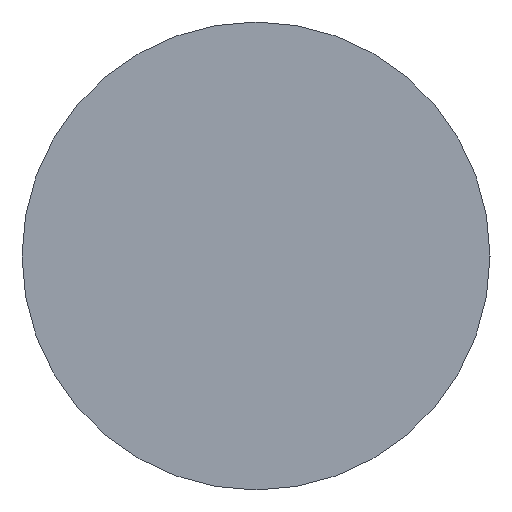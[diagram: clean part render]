
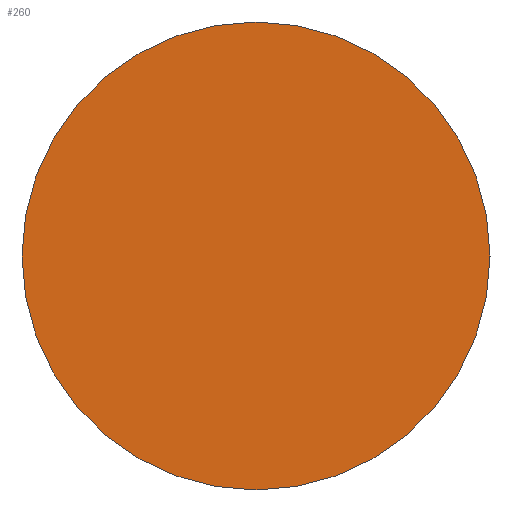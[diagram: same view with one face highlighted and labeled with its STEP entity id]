
A CAD part, left-side view. The second image highlights one B-rep face of the part: STEP entity #260.
In plain terms, the highlighted planar face has unit normal (-1, 0, 0).
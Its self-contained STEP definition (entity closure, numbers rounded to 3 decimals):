
#3 = EDGE_CURVE ( 'NONE', #334, #18, #224, .T. ) ;
#13 = PLANE ( 'NONE',  #135 ) ;
#17 = DIRECTION ( 'NONE',  ( 0., 0., 1. ) ) ;
#18 = VERTEX_POINT ( 'NONE', #281 ) ;
#35 = EDGE_LOOP ( 'NONE', ( #159, #77 ) ) ;
#71 = CARTESIAN_POINT ( 'NONE',  ( -208.83, 0., 0. ) ) ;
#72 = CARTESIAN_POINT ( 'NONE',  ( -208.83, 0., 0. ) ) ;
#77 = ORIENTED_EDGE ( 'NONE', *, *, #306, .T. ) ;
#78 = DIRECTION ( 'NONE',  ( -1., 0., 0. ) ) ;
#89 = DIRECTION ( 'NONE',  ( 0., 0., -1. ) ) ;
#91 = FACE_OUTER_BOUND ( 'NONE', #35, .T. ) ;
#95 = CIRCLE ( 'NONE', #298, 59. ) ;
#122 = DIRECTION ( 'NONE',  ( 0., 0., 1. ) ) ;
#135 = AXIS2_PLACEMENT_3D ( 'NONE', #227, #346, #89 ) ;
#159 = ORIENTED_EDGE ( 'NONE', *, *, #3, .T. ) ;
#207 = CARTESIAN_POINT ( 'NONE',  ( -208.83, 0., 59. ) ) ;
#224 = CIRCLE ( 'NONE', #343, 59. ) ;
#227 = CARTESIAN_POINT ( 'NONE',  ( -208.83, 59., 0. ) ) ;
#243 = DIRECTION ( 'NONE',  ( -1., 0., 0. ) ) ;
#260 = ADVANCED_FACE ( 'NONE', ( #91 ), #13, .F. ) ;
#281 = CARTESIAN_POINT ( 'NONE',  ( -208.83, 0., -59. ) ) ;
#298 = AXIS2_PLACEMENT_3D ( 'NONE', #71, #243, #17 ) ;
#306 = EDGE_CURVE ( 'NONE', #18, #334, #95, .T. ) ;
#334 = VERTEX_POINT ( 'NONE', #207 ) ;
#343 = AXIS2_PLACEMENT_3D ( 'NONE', #72, #78, #122 ) ;
#346 = DIRECTION ( 'NONE',  ( 1., 0., 0. ) ) ;
